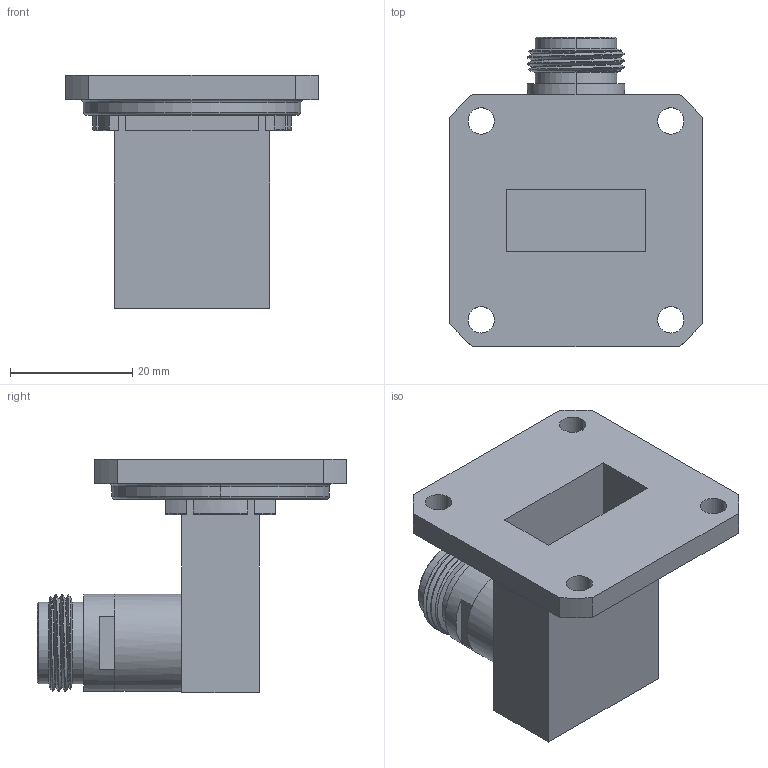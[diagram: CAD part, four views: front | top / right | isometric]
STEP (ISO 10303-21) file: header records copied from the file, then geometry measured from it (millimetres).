
FILE_DESCRIPTION (( 'STEP AP214' ), '1' );
FILE_NAME ('FMWCA1031.step', '2021-05-20T17:05:33', ( '' ), ( '' ), 'SwSTEP 2.0', 'SolidWorks 2020', '' );
FILE_SCHEMA (( 'AUTOMOTIVE_DESIGN' ));
Length unit declared in the file: inch
Products named in the file (3): FMWCA1031; PEWCA10231^FMWCA1031; N FEMALE-SOLID^FMWCA1031
Assembly tree (2 placements, depth 2):
  FMWCA1031
    PEWCA10231^FMWCA1031
    N FEMALE-SOLID^FMWCA1031
Bounding box: 41.27 x 50.61 x 38.1 mm (x, y, z)
Volume: 14607.9 mm3; surface area: 11576.4 mm2
Topology: 3 solids, 3 shells, 130 faces, 335 edges, 216 vertices
Faces by surface type: plane 59, cylinder 43, cone 14, torus 11, bspline 3
Entity records: 4884 total; most frequent: CARTESIAN_POINT 1569, ORIENTED_EDGE 670, DIRECTION 664, EDGE_CURVE 335, AXIS2_PLACEMENT_3D 238, VERTEX_POINT 216, VECTOR 188, LINE 188
